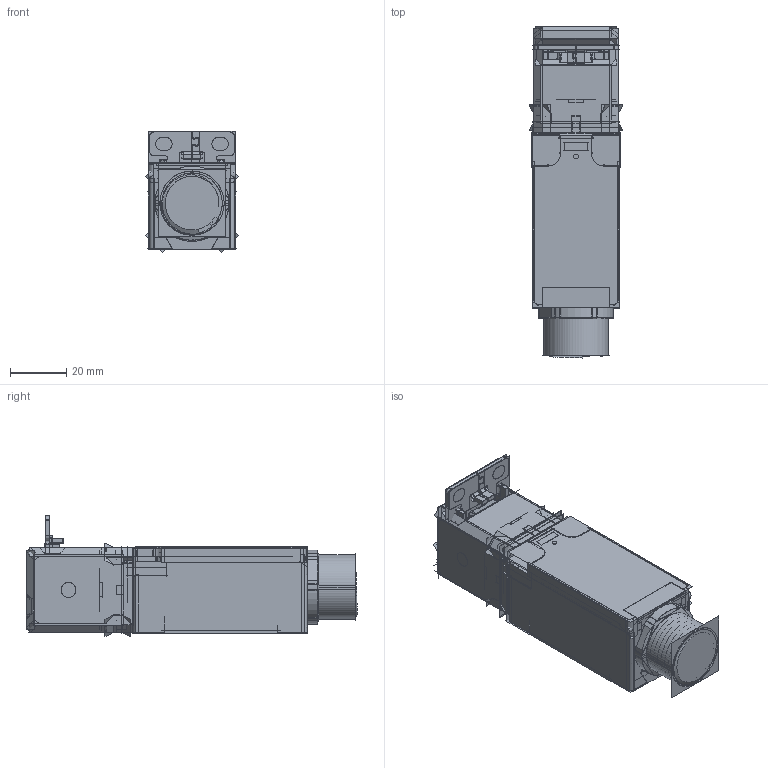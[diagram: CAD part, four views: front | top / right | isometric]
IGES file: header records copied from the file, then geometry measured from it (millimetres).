
Start section:  PTC IGES file: 192598.igs
Global section: file name: 192598.igs; native system: Creo Parametric by Parametric Technology Corporation; preprocessor: 2013230; author: pdmadmin; organization: Unknown; date: 20160201.114948; units: millimetre
Bounding box: 33.3 x 117.98 x 43.21 mm (x, y, z)
Volume: 165905.8 mm3; surface area: 789068.4 mm2
Topology: 10 solids, 10 shells, 2812 faces, 18443 edges, 26131 vertices
Faces by surface type: bspline 1702, revolution 1110
